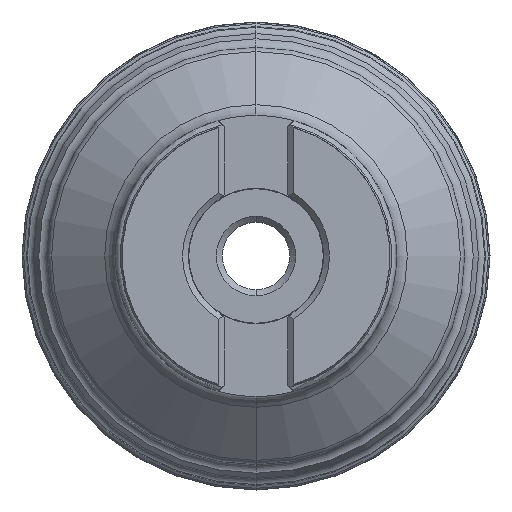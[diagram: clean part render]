
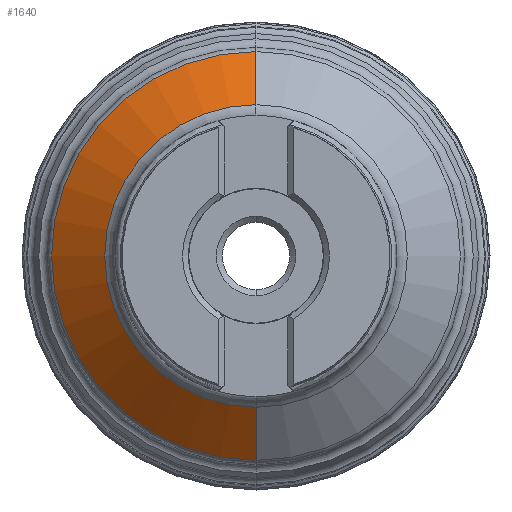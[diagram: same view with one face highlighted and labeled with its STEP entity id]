
A CAD part, left-side view. The second image highlights one B-rep face of the part: STEP entity #1640.
In plain terms, the highlighted conical face has half-angle 49.655 degrees and reference radius 33.462 mm.
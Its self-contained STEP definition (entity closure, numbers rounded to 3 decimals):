
#47 = VERTEX_POINT ( 'NONE', #120 ) ;
#51 = VERTEX_POINT ( 'NONE', #161 ) ;
#54 = VERTEX_POINT ( 'NONE', #123 ) ;
#58 = VERTEX_POINT ( 'NONE', #111 ) ;
#111 = CARTESIAN_POINT ( 'NONE',  ( -30.051, 0., 24.763 ) ) ;
#120 = CARTESIAN_POINT ( 'NONE',  ( -22.662, 0., -33.462 ) ) ;
#123 = CARTESIAN_POINT ( 'NONE',  ( -22.662, 0., 33.462 ) ) ;
#161 = CARTESIAN_POINT ( 'NONE',  ( -30.051, 0., -24.763 ) ) ;
#280 = DIRECTION ( 'NONE',  ( 1., 0., 0. ) ) ;
#283 = DIRECTION ( 'NONE',  ( 0., 0., -1. ) ) ;
#287 = CARTESIAN_POINT ( 'NONE',  ( -22.662, 0., 0. ) ) ;
#669 = CARTESIAN_POINT ( 'NONE',  ( -22.662, 0., -33.462 ) ) ;
#670 = DIRECTION ( 'NONE',  ( 0.647, 0., -0.762 ) ) ;
#680 = DIRECTION ( 'NONE',  ( 0., 0., -1. ) ) ;
#694 = CARTESIAN_POINT ( 'NONE',  ( -22.662, 0., 33.462 ) ) ;
#695 = DIRECTION ( 'NONE',  ( 0.647, 0., 0.762 ) ) ;
#732 = CARTESIAN_POINT ( 'NONE',  ( -30.051, 0., 0. ) ) ;
#812 = CARTESIAN_POINT ( 'NONE',  ( -22.662, 0., 0. ) ) ;
#813 = DIRECTION ( 'NONE',  ( 1., 0., 0. ) ) ;
#814 = DIRECTION ( 'NONE',  ( 0., 0., -1. ) ) ;
#851 = DIRECTION ( 'NONE',  ( 1., 0., 0. ) ) ;
#1221 = EDGE_CURVE ( 'NONE', #47, #54, #2532, .T. ) ;
#1250 = EDGE_CURVE ( 'NONE', #58, #54, #2498, .T. ) ;
#1254 = EDGE_CURVE ( 'NONE', #51, #58, #2492, .T. ) ;
#1258 = EDGE_CURVE ( 'NONE', #51, #47, #2491, .T. ) ;
#1384 = AXIS2_PLACEMENT_3D ( 'NONE', #287, #280, #283 ) ;
#1408 = AXIS2_PLACEMENT_3D ( 'NONE', #732, #851, #680 ) ;
#1476 = AXIS2_PLACEMENT_3D ( 'NONE', #812, #813, #814 ) ;
#1640 = ADVANCED_FACE ( 'NONE', ( #3076 ), #3072, .T. ) ;
#2361 = EDGE_LOOP ( 'NONE', ( #2634, #2633, #2631, #2630 ) ) ;
#2487 = VECTOR ( 'NONE', #670, 1000. ) ;
#2491 = LINE ( 'NONE', #669, #2487 ) ;
#2492 = CIRCLE ( 'NONE', #1408, 24.763 ) ;
#2498 = LINE ( 'NONE', #694, #2500 ) ;
#2500 = VECTOR ( 'NONE', #695, 1000. ) ;
#2532 = CIRCLE ( 'NONE', #1384, 33.462 ) ;
#2630 = ORIENTED_EDGE ( 'NONE', *, *, #1258, .F. ) ;
#2631 = ORIENTED_EDGE ( 'NONE', *, *, #1221, .F. ) ;
#2633 = ORIENTED_EDGE ( 'NONE', *, *, #1250, .T. ) ;
#2634 = ORIENTED_EDGE ( 'NONE', *, *, #1254, .T. ) ;
#3072 = CONICAL_SURFACE ( 'NONE', #1476, 33.462, 0.867 ) ;
#3076 = FACE_OUTER_BOUND ( 'NONE', #2361, .T. ) ;
